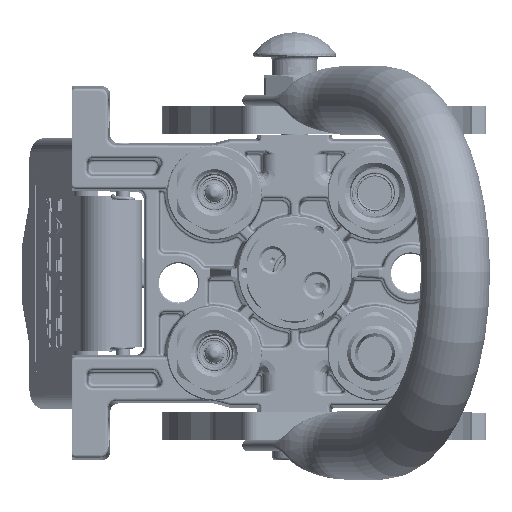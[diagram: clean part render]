
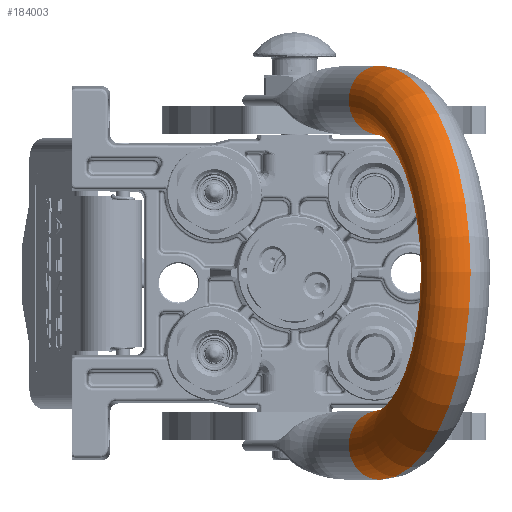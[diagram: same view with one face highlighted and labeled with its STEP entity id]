
A CAD part, top view. The second image highlights one B-rep face of the part: STEP entity #184003.
In plain terms, the highlighted toroidal (fillet/blend) face has major radius 62.25 mm and minor radius 12.5 mm.
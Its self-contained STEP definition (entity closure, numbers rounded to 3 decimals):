
#5703 = CARTESIAN_POINT ( 'NONE',  ( -62.25, 0., 25.25 ) ) ;
#12225 = TOROIDAL_SURFACE ( 'NONE', #243933, 62.25, 12.5 ) ;
#18216 = DIRECTION ( 'NONE',  ( 1., 0., 0. ) ) ;
#19431 = EDGE_CURVE ( 'NONE', #68847, #180410, #22412, .T. ) ;
#22412 = CIRCLE ( 'NONE', #38092, 74.75 ) ;
#24395 = CARTESIAN_POINT ( 'NONE',  ( 0., 0., 25.25 ) ) ;
#24432 = AXIS2_PLACEMENT_3D ( 'NONE', #5703, #78865, #58451 ) ;
#25319 = CARTESIAN_POINT ( 'NONE',  ( 0., 0., 25.25 ) ) ;
#33874 = CIRCLE ( 'NONE', #128118, 49.75 ) ;
#38092 = AXIS2_PLACEMENT_3D ( 'NONE', #25319, #63975, #46685 ) ;
#41691 = EDGE_CURVE ( 'NONE', #123041, #45966, #33874, .T. ) ;
#44613 = FACE_OUTER_BOUND ( 'NONE', #211565, .T. ) ;
#45966 = VERTEX_POINT ( 'NONE', #234232 ) ;
#46685 = DIRECTION ( 'NONE',  ( -1., 0., 0. ) ) ;
#58451 = DIRECTION ( 'NONE',  ( -1., 0., 0. ) ) ;
#63975 = DIRECTION ( 'NONE',  ( 0., 1., 0. ) ) ;
#68847 = VERTEX_POINT ( 'NONE', #187265 ) ;
#78865 = DIRECTION ( 'NONE',  ( 0., 0., 1. ) ) ;
#80250 = DIRECTION ( 'NONE',  ( 1., 0., 0. ) ) ;
#89375 = CIRCLE ( 'NONE', #24432, 12.5 ) ;
#90809 = CARTESIAN_POINT ( 'NONE',  ( 74.75, 0., 25.25 ) ) ;
#94118 = ORIENTED_EDGE ( 'NONE', *, *, #120945, .T. ) ;
#100777 = DIRECTION ( 'NONE',  ( 0., 1., 0. ) ) ;
#103006 = CARTESIAN_POINT ( 'NONE',  ( 0., 0., 25.25 ) ) ;
#111893 = CARTESIAN_POINT ( 'NONE',  ( 62.25, 0., 25.25 ) ) ;
#120129 = ORIENTED_EDGE ( 'NONE', *, *, #41691, .T. ) ;
#120945 = EDGE_CURVE ( 'NONE', #68847, #123041, #89375, .T. ) ;
#123041 = VERTEX_POINT ( 'NONE', #220101 ) ;
#128118 = AXIS2_PLACEMENT_3D ( 'NONE', #103006, #141669, #158914 ) ;
#130801 = DIRECTION ( 'NONE',  ( 0., 0., -1. ) ) ;
#136781 = CIRCLE ( 'NONE', #226297, 12.5 ) ;
#141669 = DIRECTION ( 'NONE',  ( 0., 1., 0. ) ) ;
#154570 = ORIENTED_EDGE ( 'NONE', *, *, #182378, .F. ) ;
#158914 = DIRECTION ( 'NONE',  ( -1., 0., 0. ) ) ;
#177030 = ORIENTED_EDGE ( 'NONE', *, *, #19431, .F. ) ;
#180410 = VERTEX_POINT ( 'NONE', #90809 ) ;
#182378 = EDGE_CURVE ( 'NONE', #180410, #45966, #136781, .T. ) ;
#184003 = ADVANCED_FACE ( 'NONE', ( #44613 ), #12225, .T. ) ;
#187265 = CARTESIAN_POINT ( 'NONE',  ( -74.75, 0., 25.25 ) ) ;
#211565 = EDGE_LOOP ( 'NONE', ( #120129, #154570, #177030, #94118 ) ) ;
#220101 = CARTESIAN_POINT ( 'NONE',  ( -49.75, 0., 25.25 ) ) ;
#226297 = AXIS2_PLACEMENT_3D ( 'NONE', #111893, #130801, #18216 ) ;
#234232 = CARTESIAN_POINT ( 'NONE',  ( 49.75, 0., 25.25 ) ) ;
#243933 = AXIS2_PLACEMENT_3D ( 'NONE', #24395, #100777, #80250 ) ;
